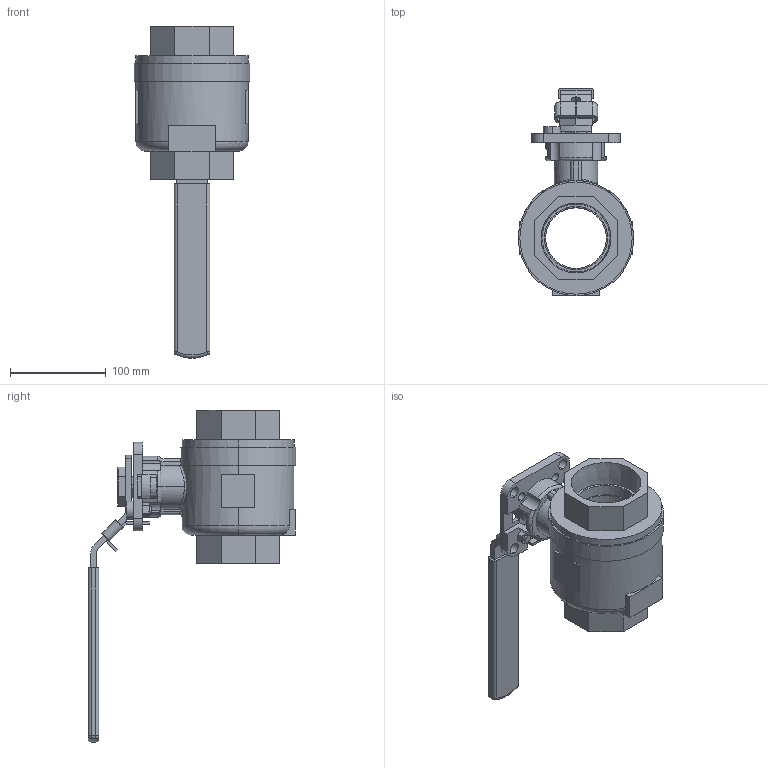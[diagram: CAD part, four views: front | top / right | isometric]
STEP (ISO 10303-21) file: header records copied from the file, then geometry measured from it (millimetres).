
FILE_DESCRIPTION (( 'STEP AP214' ), '1' );
FILE_NAME ('22-TH-0250-XXX.STEP', '2019-08-02T13:49:46', ( '' ), ( '' ), 'SwSTEP 2.0', 'SolidWorks 2019', '' );
FILE_SCHEMA (( 'AUTOMOTIVE_DESIGN' ));
Length unit declared in the file: inch
Products named in the file (10): 22594; 22597; 22-TH-0250-XXX; 22595; 22598; 22593; 22589; 22596; hex nut style 1_am_B18.2.4.1M - Hex nut, Style 1,  M8 x 1.25 --D-N; 22599
Assembly tree (10 placements, depth 2):
  22-TH-0250-XXX
    22593
    22594
    22599
    22597
    22598  x2
    22596
    22595
    22589
    hex nut style 1_am_B18.2.4.1M - Hex nut, Style 1,  M8 x 1.25 --D-N
Bounding box: 120.65 x 217.3 x 347.5 mm (x, y, z)
Volume: 1137039.1 mm3; surface area: 204377.7 mm2
Topology: 10 solids, 10 shells, 342 faces, 843 edges, 524 vertices
Faces by surface type: plane 199, cylinder 102, cone 20, torus 11, sphere 6, bspline 4
Entity records: 11278 total; most frequent: CARTESIAN_POINT 2819, DIRECTION 1648, ORIENTED_EDGE 1582, EDGE_CURVE 791, AXIS2_PLACEMENT_3D 589, VERTEX_POINT 496, VECTOR 470, LINE 470
